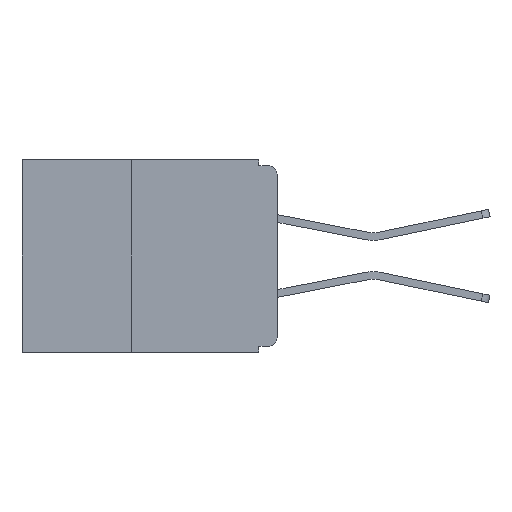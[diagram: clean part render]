
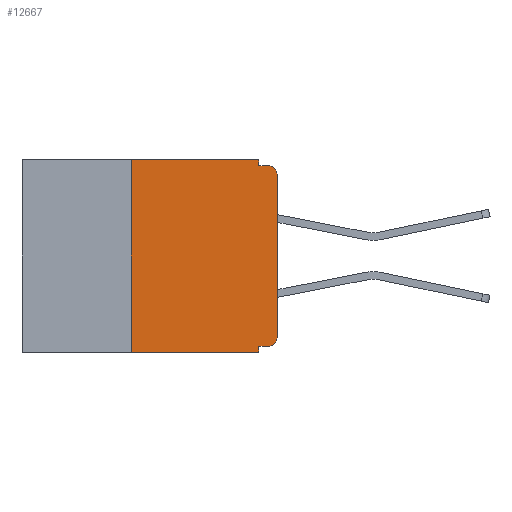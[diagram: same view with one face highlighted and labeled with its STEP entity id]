
A CAD part, left-side view. The second image highlights one B-rep face of the part: STEP entity #12667.
In plain terms, the highlighted planar face has unit normal (-1, 0, 0).
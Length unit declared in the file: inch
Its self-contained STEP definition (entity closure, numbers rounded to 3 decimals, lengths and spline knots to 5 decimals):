
#195 = DIRECTION ( 'NONE',  ( 0., 1., 0. ) ) ;
#214 = VECTOR ( 'NONE', #1767, 39.37008 ) ;
#415 = CARTESIAN_POINT ( 'NONE',  ( 0., 0.25, 0. ) ) ;
#745 = CARTESIAN_POINT ( 'NONE',  ( 0., 0., -0.32 ) ) ;
#748 = ORIENTED_EDGE ( 'NONE', *, *, #878, .F. ) ;
#826 = DIRECTION ( 'NONE',  ( 0., 0., 1. ) ) ;
#830 = CARTESIAN_POINT ( 'NONE',  ( 0., 0.25, -0.33 ) ) ;
#878 = EDGE_CURVE ( 'NONE', #19212, #6107, #6883, .T. ) ;
#1458 = CARTESIAN_POINT ( 'NONE',  ( 0., 0.031, -0.01 ) ) ;
#1767 = DIRECTION ( 'NONE',  ( 0., 0., -1. ) ) ;
#2307 = CARTESIAN_POINT ( 'NONE',  ( 0., 0.015, -0.305 ) ) ;
#2309 = DIRECTION ( 'NONE',  ( 0., -1., 0. ) ) ;
#2892 = CIRCLE ( 'NONE', #23347, 0.015 ) ;
#3615 = VERTEX_POINT ( 'NONE', #1458 ) ;
#4195 = CARTESIAN_POINT ( 'NONE',  ( 0., 0., -0.025 ) ) ;
#4220 = DIRECTION ( 'NONE',  ( 0., 0., -1. ) ) ;
#4405 = VERTEX_POINT ( 'NONE', #21348 ) ;
#4616 = LINE ( 'NONE', #13156, #214 ) ;
#4724 = DIRECTION ( 'NONE',  ( 1., 0., 0. ) ) ;
#4877 = VECTOR ( 'NONE', #2309, 39.37008 ) ;
#5023 = ORIENTED_EDGE ( 'NONE', *, *, #13540, .F. ) ;
#5455 = EDGE_CURVE ( 'NONE', #9112, #19212, #21152, .T. ) ;
#5961 = VECTOR ( 'NONE', #195, 39.37008 ) ;
#5963 = CIRCLE ( 'NONE', #6867, 0.015 ) ;
#6107 = VERTEX_POINT ( 'NONE', #19451 ) ;
#6506 = CARTESIAN_POINT ( 'NONE',  ( 0., 0.437, 0. ) ) ;
#6694 = CARTESIAN_POINT ( 'NONE',  ( 0., 0., -0.305 ) ) ;
#6867 = AXIS2_PLACEMENT_3D ( 'NONE', #2307, #15639, #4220 ) ;
#6877 = CARTESIAN_POINT ( 'NONE',  ( 0., 0.015, -0.025 ) ) ;
#6883 = LINE ( 'NONE', #18416, #7503 ) ;
#7488 = VECTOR ( 'NONE', #18773, 39.37008 ) ;
#7503 = VECTOR ( 'NONE', #18364, 39.37008 ) ;
#7918 = LINE ( 'NONE', #830, #21880 ) ;
#8175 = EDGE_CURVE ( 'NONE', #23306, #22910, #7918, .T. ) ;
#8218 = LINE ( 'NONE', #10978, #22745 ) ;
#8259 = ORIENTED_EDGE ( 'NONE', *, *, #9161, .T. ) ;
#8806 = DIRECTION ( 'NONE',  ( 0., 0., -1. ) ) ;
#8830 = ORIENTED_EDGE ( 'NONE', *, *, #8175, .F. ) ;
#8972 = EDGE_CURVE ( 'NONE', #11764, #3615, #4616, .T. ) ;
#9112 = VERTEX_POINT ( 'NONE', #17282 ) ;
#9161 = EDGE_CURVE ( 'NONE', #21809, #17674, #21257, .T. ) ;
#10517 = VECTOR ( 'NONE', #21269, 39.37008 ) ;
#10978 = CARTESIAN_POINT ( 'NONE',  ( 0., 0., -0.01 ) ) ;
#11170 = ORIENTED_EDGE ( 'NONE', *, *, #8972, .F. ) ;
#11651 = CARTESIAN_POINT ( 'NONE',  ( 0., 0.031, 0. ) ) ;
#11764 = VERTEX_POINT ( 'NONE', #11651 ) ;
#11956 = LINE ( 'NONE', #24313, #7488 ) ;
#12111 = EDGE_CURVE ( 'NONE', #17674, #4405, #2892, .T. ) ;
#12275 = ORIENTED_EDGE ( 'NONE', *, *, #14782, .F. ) ;
#12426 = CARTESIAN_POINT ( 'NONE',  ( 0., 0.031, -0.32 ) ) ;
#12667 = ADVANCED_FACE ( 'NONE', ( #16025 ), #16133, .F. ) ;
#12933 = DIRECTION ( 'NONE',  ( 0., -1., 0. ) ) ;
#13156 = CARTESIAN_POINT ( 'NONE',  ( 0., 0.031, 0. ) ) ;
#13540 = EDGE_CURVE ( 'NONE', #3615, #4405, #8218, .T. ) ;
#14128 = CARTESIAN_POINT ( 'NONE',  ( 0., 0.25, -0.33 ) ) ;
#14704 = ORIENTED_EDGE ( 'NONE', *, *, #22041, .T. ) ;
#14782 = EDGE_CURVE ( 'NONE', #22910, #11764, #15053, .T. ) ;
#15053 = LINE ( 'NONE', #21252, #4877 ) ;
#15639 = DIRECTION ( 'NONE',  ( -1., 0., 0. ) ) ;
#16025 = FACE_OUTER_BOUND ( 'NONE', #20462, .T. ) ;
#16133 = PLANE ( 'NONE',  #19959 ) ;
#17282 = CARTESIAN_POINT ( 'NONE',  ( 0., 0.015, -0.32 ) ) ;
#17674 = VERTEX_POINT ( 'NONE', #4195 ) ;
#18035 = DIRECTION ( 'NONE',  ( 0., 0., -1. ) ) ;
#18358 = ORIENTED_EDGE ( 'NONE', *, *, #22271, .T. ) ;
#18364 = DIRECTION ( 'NONE',  ( 0., 0., -1. ) ) ;
#18416 = CARTESIAN_POINT ( 'NONE',  ( 0., 0.031, -0.33 ) ) ;
#18773 = DIRECTION ( 'NONE',  ( 0., -1., 0. ) ) ;
#19212 = VERTEX_POINT ( 'NONE', #12426 ) ;
#19350 = CARTESIAN_POINT ( 'NONE',  ( 0., 0., 0. ) ) ;
#19451 = CARTESIAN_POINT ( 'NONE',  ( 0., 0.031, -0.33 ) ) ;
#19959 = AXIS2_PLACEMENT_3D ( 'NONE', #6506, #4724, #18035 ) ;
#20194 = DIRECTION ( 'NONE',  ( -1., 0., 0. ) ) ;
#20462 = EDGE_LOOP ( 'NONE', ( #8259, #21337, #5023, #11170, #12275, #8830, #14704, #748, #22086, #18358 ) ) ;
#21152 = LINE ( 'NONE', #745, #5961 ) ;
#21252 = CARTESIAN_POINT ( 'NONE',  ( 0., 0.437, 0. ) ) ;
#21257 = LINE ( 'NONE', #19350, #10517 ) ;
#21269 = DIRECTION ( 'NONE',  ( 0., 0., 1. ) ) ;
#21337 = ORIENTED_EDGE ( 'NONE', *, *, #12111, .T. ) ;
#21348 = CARTESIAN_POINT ( 'NONE',  ( 0., 0.015, -0.01 ) ) ;
#21809 = VERTEX_POINT ( 'NONE', #6694 ) ;
#21880 = VECTOR ( 'NONE', #826, 39.37008 ) ;
#22041 = EDGE_CURVE ( 'NONE', #23306, #6107, #11956, .T. ) ;
#22086 = ORIENTED_EDGE ( 'NONE', *, *, #5455, .F. ) ;
#22271 = EDGE_CURVE ( 'NONE', #9112, #21809, #5963, .T. ) ;
#22745 = VECTOR ( 'NONE', #12933, 39.37008 ) ;
#22910 = VERTEX_POINT ( 'NONE', #415 ) ;
#23306 = VERTEX_POINT ( 'NONE', #14128 ) ;
#23347 = AXIS2_PLACEMENT_3D ( 'NONE', #6877, #20194, #8806 ) ;
#24313 = CARTESIAN_POINT ( 'NONE',  ( 0., 0.437, -0.33 ) ) ;
